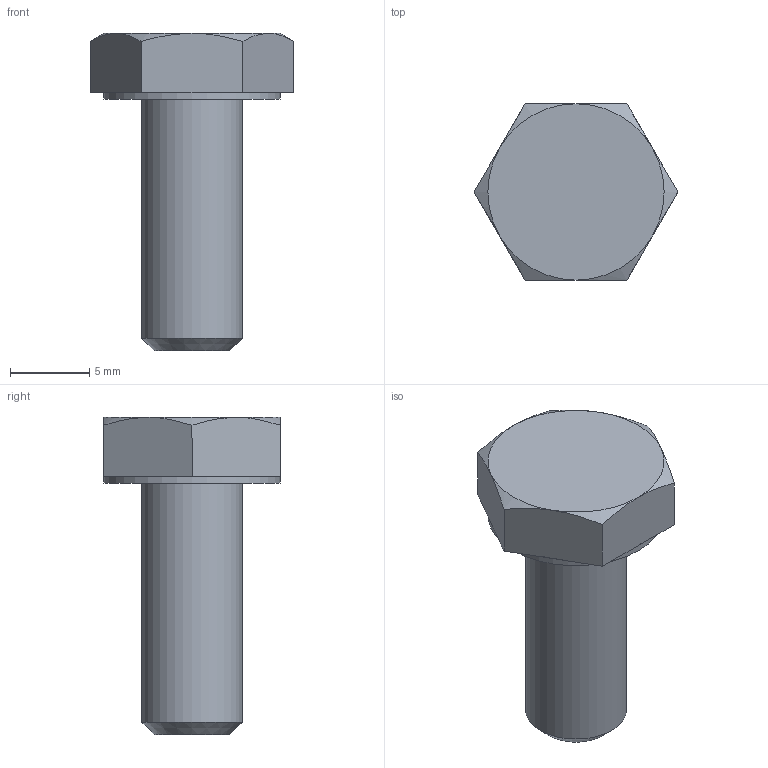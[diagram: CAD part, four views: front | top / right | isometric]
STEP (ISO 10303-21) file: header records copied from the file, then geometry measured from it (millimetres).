
FILE_DESCRIPTION((''),'2;1');
FILE_NAME('HCHMS 1_4-20X5_8.stp','2012-07-02T10:54:51',('stlaus'),(''),'Autodesk Inventor 2011','Autodesk Inventor 2011','');
FILE_SCHEMA(('AUTOMOTIVE_DESIGN { 1 0 10303 214 1 1 1 1 }'));
Length unit declared in the file: inch
Products named in the file (2): Assembly1; Hex Cap 1-4x_5-8 UNC
Assembly tree (1 placements, depth 2):
  Assembly1
    Hex Cap 1-4x_5-8 UNC
Bounding box: 12.85 x 11.13 x 20.02 mm (x, y, z)
Volume: 935.1 mm3; surface area: 674 mm2
Topology: 1 solids, 1 shells, 24 faces, 50 edges, 29 vertices
Faces by surface type: plane 15, cone 7, cylinder 2
Full cylindrical faces by diameter (mm): 6.35 x1, 11.125 x1
Entity records: 677 total; most frequent: CARTESIAN_POINT 125, DIRECTION 104, ORIENTED_EDGE 92, EDGE_CURVE 46, AXIS2_PLACEMENT_3D 43, VERTEX_POINT 28, EDGE_LOOP 28, STYLED_ITEM 25
